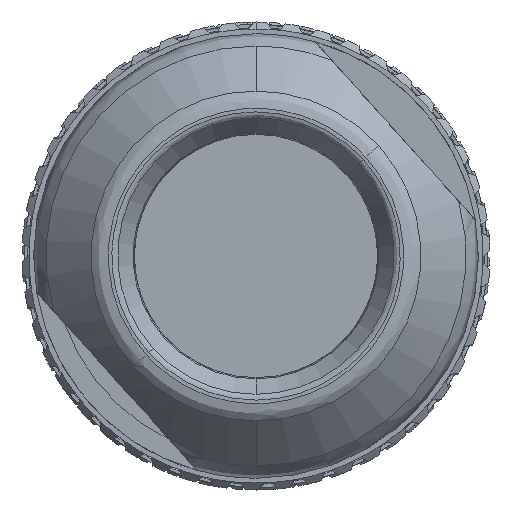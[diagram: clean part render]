
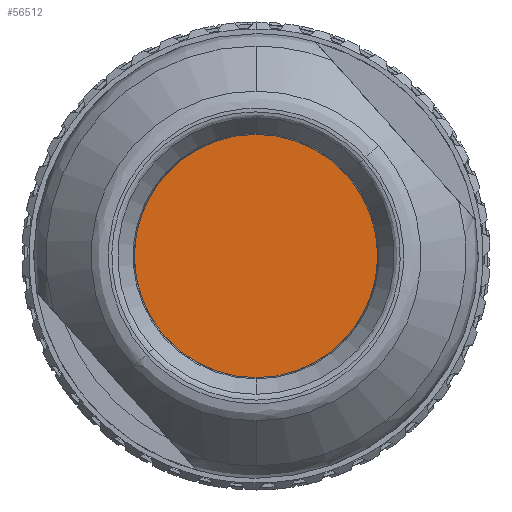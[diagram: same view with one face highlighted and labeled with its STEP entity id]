
A CAD part, front view. The second image highlights one B-rep face of the part: STEP entity #56512.
In plain terms, the highlighted planar face has unit normal (0, -1, 0).
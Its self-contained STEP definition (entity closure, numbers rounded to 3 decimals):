
#648 = DIRECTION ( 'NONE',  ( 0., 1., 0. ) ) ;
#8922 = AXIS2_PLACEMENT_3D ( 'NONE', #47193, #108908, #56011 ) ;
#12132 = CIRCLE ( 'NONE', #8922, 5.2 ) ;
#16244 = DIRECTION ( 'NONE',  ( 0., -1., 0. ) ) ;
#22882 = FACE_OUTER_BOUND ( 'NONE', #101804, .T. ) ;
#28568 = CIRCLE ( 'NONE', #32956, 5.2 ) ;
#32860 = VERTEX_POINT ( 'NONE', #68945 ) ;
#32956 = AXIS2_PLACEMENT_3D ( 'NONE', #68930, #16244, #77800 ) ;
#34556 = CARTESIAN_POINT ( 'NONE',  ( -5.852, -39.552, 5.2 ) ) ;
#35298 = PLANE ( 'NONE',  #102346 ) ;
#37272 = VERTEX_POINT ( 'NONE', #34556 ) ;
#40963 = ORIENTED_EDGE ( 'NONE', *, *, #53573, .T. ) ;
#47193 = CARTESIAN_POINT ( 'NONE',  ( -5.852, -39.552, 0. ) ) ;
#53573 = EDGE_CURVE ( 'NONE', #32860, #37272, #28568, .T. ) ;
#54066 = EDGE_CURVE ( 'NONE', #37272, #32860, #12132, .T. ) ;
#56011 = DIRECTION ( 'NONE',  ( 0., 0., -1. ) ) ;
#56512 = ADVANCED_FACE ( 'NONE', ( #22882 ), #35298, .F. ) ;
#61873 = DIRECTION ( 'NONE',  ( 0., 0., 1. ) ) ;
#68930 = CARTESIAN_POINT ( 'NONE',  ( -5.852, -39.552, 0. ) ) ;
#68945 = CARTESIAN_POINT ( 'NONE',  ( -5.852, -39.552, -5.2 ) ) ;
#77800 = DIRECTION ( 'NONE',  ( 0., 0., -1. ) ) ;
#88122 = CARTESIAN_POINT ( 'NONE',  ( -5.852, -39.552, 0. ) ) ;
#101804 = EDGE_LOOP ( 'NONE', ( #40963, #105743 ) ) ;
#102346 = AXIS2_PLACEMENT_3D ( 'NONE', #88122, #648, #61873 ) ;
#105743 = ORIENTED_EDGE ( 'NONE', *, *, #54066, .T. ) ;
#108908 = DIRECTION ( 'NONE',  ( 0., -1., 0. ) ) ;
